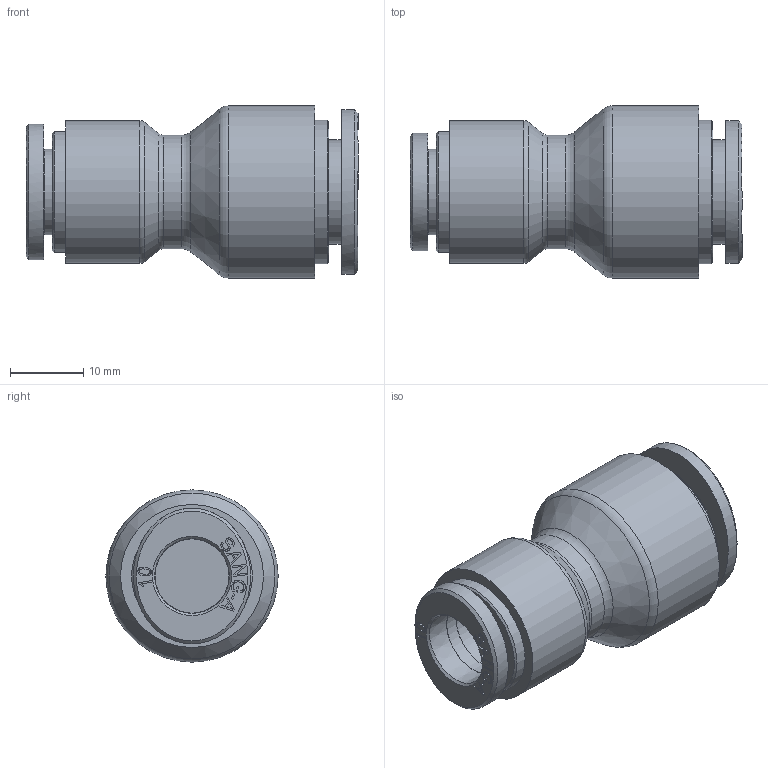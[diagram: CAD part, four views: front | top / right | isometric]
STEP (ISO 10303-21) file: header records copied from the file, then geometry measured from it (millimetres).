
FILE_DESCRIPTION((''),'2;1');
FILE_NAME('HR-PG 1210.stp','2020-03-19T16:44:25',('user'),(''),'Autodesk Inventor 2013','Autodesk Inventor 2013','');
FILE_SCHEMA(('AUTOMOTIVE_DESIGN { 1 0 10303 214 1 1 1 1 }'));
Length unit declared in the file: millimetre
Products named in the file (8): 조립품24; HR-PG 1210 BODY; HR-COLLAR 10; HR-Collar 10L(SUS); HR-SLEEVE 10; HR-COLLAR 12; HR-Collar 12L(SUS); HR-SLEEVE 12
Assembly tree (7 placements, depth 3):
  조립품24
    HR-PG 1210 BODY
    HR-COLLAR 10
      HR-Collar 10L(SUS)
      HR-SLEEVE 10
    HR-COLLAR 12
      HR-Collar 12L(SUS)
      HR-SLEEVE 12
Bounding box: 45.3 x 23.5 x 23.5 mm (x, y, z)
Volume: 9764 mm3; surface area: 6483.9 mm2
Topology: 5 solids, 5 shells, 243 faces, 612 edges, 404 vertices
Faces by surface type: plane 137, bspline 81, cylinder 11, cone 10, torus 4
Full cylindrical faces by diameter (mm): 10.15 x1, 10.2 x1, 11.7 x1, 12.18 x1, 12.2 x1, 14.2 x1, 15.5 x1, 16.5 x1, 19.5 x1, 19.6 x1, 23.5 x1
Entity records: 7944 total; most frequent: CARTESIAN_POINT 2520, ORIENTED_EDGE 1162, DIRECTION 815, EDGE_CURVE 581, VERTEX_POINT 400, VECTOR 385, LINE 385, EDGE_LOOP 303
